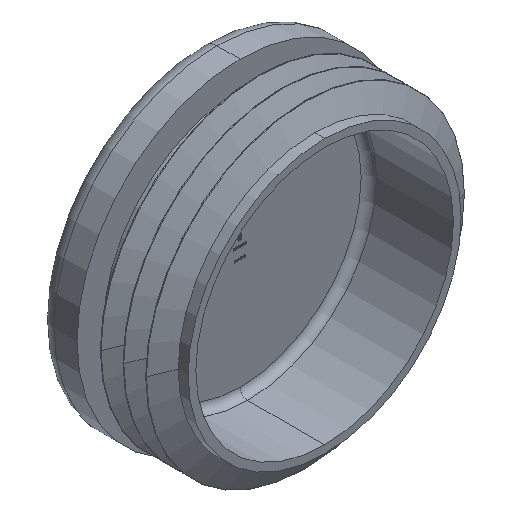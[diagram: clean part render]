
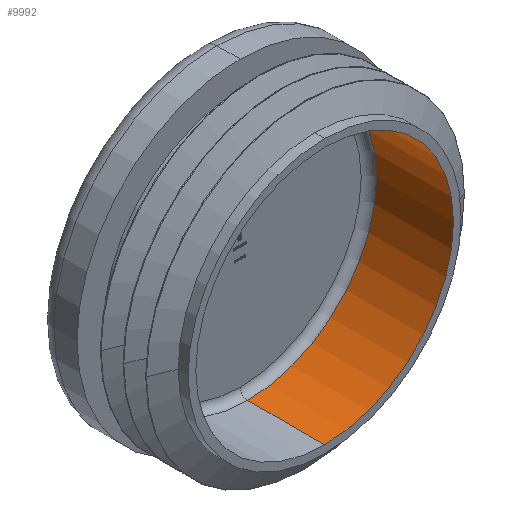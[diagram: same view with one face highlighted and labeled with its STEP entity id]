
A CAD part, isometric view. The second image highlights one B-rep face of the part: STEP entity #9992.
In plain terms, the highlighted cylindrical face has radius 16.75 mm (diameter 33.5 mm), a partial arc.
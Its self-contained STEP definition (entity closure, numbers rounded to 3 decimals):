
#254 = LINE ( 'NONE', #7350, #4427 ) ;
#956 = VERTEX_POINT ( 'NONE', #1944 ) ;
#1182 = VERTEX_POINT ( 'NONE', #3694 ) ;
#1461 = DIRECTION ( 'NONE',  ( 0., 1., 0. ) ) ;
#1579 = DIRECTION ( 'NONE',  ( 0., -1., 0. ) ) ;
#1708 = EDGE_CURVE ( 'NONE', #956, #1182, #3875, .T. ) ;
#1944 = CARTESIAN_POINT ( 'NONE',  ( 0., 10., 16.75 ) ) ;
#2077 = VERTEX_POINT ( 'NONE', #5573 ) ;
#2335 = DIRECTION ( 'NONE',  ( 0., 0., -1. ) ) ;
#2478 = AXIS2_PLACEMENT_3D ( 'NONE', #5204, #1461, #2335 ) ;
#3351 = DIRECTION ( 'NONE',  ( 0., -1., 0. ) ) ;
#3694 = CARTESIAN_POINT ( 'NONE',  ( 0., 10., -16.75 ) ) ;
#3875 = CIRCLE ( 'NONE', #2478, 16.75 ) ;
#4293 = DIRECTION ( 'NONE',  ( 0., -1., 0. ) ) ;
#4427 = VECTOR ( 'NONE', #3351, 1000. ) ;
#4674 = DIRECTION ( 'NONE',  ( 0., -1., 0. ) ) ;
#4777 = VERTEX_POINT ( 'NONE', #4990 ) ;
#4971 = CYLINDRICAL_SURFACE ( 'NONE', #11038, 16.75 ) ;
#4990 = CARTESIAN_POINT ( 'NONE',  ( 0., 0., 16.75 ) ) ;
#5204 = CARTESIAN_POINT ( 'NONE',  ( 0., 10., 0. ) ) ;
#5431 = CARTESIAN_POINT ( 'NONE',  ( 0., 11., 0. ) ) ;
#5551 = CARTESIAN_POINT ( 'NONE',  ( 0., 11., -16.75 ) ) ;
#5568 = AXIS2_PLACEMENT_3D ( 'NONE', #10048, #4293, #11978 ) ;
#5573 = CARTESIAN_POINT ( 'NONE',  ( 0., 0., -16.75 ) ) ;
#5640 = EDGE_CURVE ( 'NONE', #956, #4777, #254, .T. ) ;
#5923 = VECTOR ( 'NONE', #4674, 1000. ) ;
#6484 = ORIENTED_EDGE ( 'NONE', *, *, #1708, .T. ) ;
#6485 = DIRECTION ( 'NONE',  ( 0., 0., -1. ) ) ;
#6913 = EDGE_LOOP ( 'NONE', ( #8104, #6484, #11312, #11164 ) ) ;
#7350 = CARTESIAN_POINT ( 'NONE',  ( 0., 11., 16.75 ) ) ;
#8104 = ORIENTED_EDGE ( 'NONE', *, *, #5640, .F. ) ;
#8464 = LINE ( 'NONE', #5551, #5923 ) ;
#8545 = EDGE_CURVE ( 'NONE', #2077, #4777, #8879, .T. ) ;
#8879 = CIRCLE ( 'NONE', #5568, 16.75 ) ;
#9992 = ADVANCED_FACE ( 'NONE', ( #10063 ), #4971, .F. ) ;
#10048 = CARTESIAN_POINT ( 'NONE',  ( 0., 0., 0. ) ) ;
#10063 = FACE_OUTER_BOUND ( 'NONE', #6913, .T. ) ;
#11038 = AXIS2_PLACEMENT_3D ( 'NONE', #5431, #1579, #6485 ) ;
#11164 = ORIENTED_EDGE ( 'NONE', *, *, #8545, .T. ) ;
#11193 = EDGE_CURVE ( 'NONE', #1182, #2077, #8464, .T. ) ;
#11312 = ORIENTED_EDGE ( 'NONE', *, *, #11193, .T. ) ;
#11978 = DIRECTION ( 'NONE',  ( 0., 0., -1. ) ) ;
